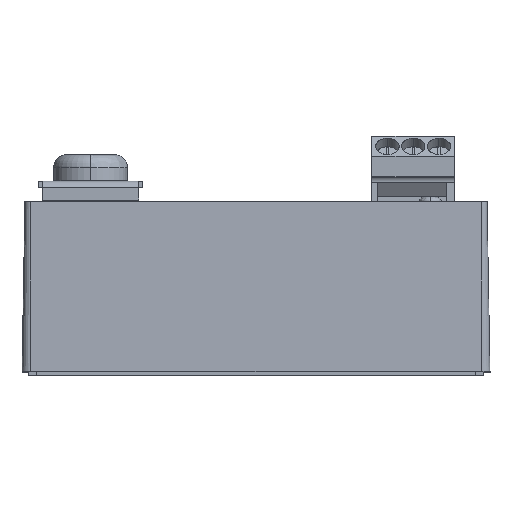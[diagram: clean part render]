
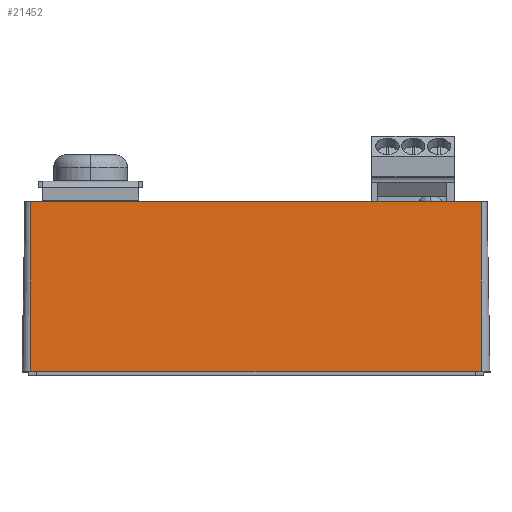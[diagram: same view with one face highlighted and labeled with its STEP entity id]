
A CAD part, top view. The second image highlights one B-rep face of the part: STEP entity #21452.
In plain terms, the highlighted planar face has unit normal (0, 0.018, 1).
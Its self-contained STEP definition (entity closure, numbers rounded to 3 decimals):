
#3970 = VECTOR ( 'NONE', #19299, 1000. ) ;
#3971 = VECTOR ( 'NONE', #19288, 1000. ) ;
#3972 = VECTOR ( 'NONE', #19282, 1000. ) ;
#3974 = VECTOR ( 'NONE', #19276, 1000. ) ;
#4801 = ORIENTED_EDGE ( 'NONE', *, *, #21754, .T. ) ;
#4802 = ORIENTED_EDGE ( 'NONE', *, *, #21751, .T. ) ;
#4803 = ORIENTED_EDGE ( 'NONE', *, *, #21753, .T. ) ;
#4804 = ORIENTED_EDGE ( 'NONE', *, *, #21752, .T. ) ;
#9354 = LINE ( 'NONE', #19272, #3974 ) ;
#9355 = LINE ( 'NONE', #19279, #3972 ) ;
#9357 = LINE ( 'NONE', #19287, #3971 ) ;
#9358 = LINE ( 'NONE', #19294, #3970 ) ;
#11106 = CARTESIAN_POINT ( 'NONE',  ( 14.88, 4.72, 31.01 ) ) ;
#11113 = CARTESIAN_POINT ( 'NONE',  ( 14.88, -16.616, 31.383 ) ) ;
#11118 = CARTESIAN_POINT ( 'NONE',  ( -41.635, -16.616, 31.383 ) ) ;
#11123 = CARTESIAN_POINT ( 'NONE',  ( -41.635, 4.72, 31.01 ) ) ;
#13380 = EDGE_LOOP ( 'NONE', ( #4804, #4802, #4803, #4801 ) ) ;
#15830 = PLANE ( 'NONE',  #18658 ) ;
#15831 = CARTESIAN_POINT ( 'NONE',  ( -41.635, 4.72, 31.01 ) ) ;
#15832 = DIRECTION ( 'NONE',  ( 0., 0.017, 1. ) ) ;
#15833 = DIRECTION ( 'NONE',  ( 0., -1., 0.017 ) ) ;
#17000 = FACE_OUTER_BOUND ( 'NONE', #13380, .T. ) ;
#18658 = AXIS2_PLACEMENT_3D ( 'NONE', #15831, #15832, #15833 ) ;
#19272 = CARTESIAN_POINT ( 'NONE',  ( -13.378, -16.616, 31.383 ) ) ;
#19276 = DIRECTION ( 'NONE',  ( 1., 0., 0. ) ) ;
#19279 = CARTESIAN_POINT ( 'NONE',  ( -41.635, -5.948, 31.197 ) ) ;
#19282 = DIRECTION ( 'NONE',  ( 0., -1., 0.017 ) ) ;
#19287 = CARTESIAN_POINT ( 'NONE',  ( 14.88, -5.948, 31.197 ) ) ;
#19288 = DIRECTION ( 'NONE',  ( 0., 1., -0.017 ) ) ;
#19294 = CARTESIAN_POINT ( 'NONE',  ( -13.378, 4.72, 31.01 ) ) ;
#19299 = DIRECTION ( 'NONE',  ( -1., 0., 0. ) ) ;
#21452 = ADVANCED_FACE ( 'NONE', ( #17000 ), #15830, .T. ) ;
#21751 = EDGE_CURVE ( 'NONE', #23956, #23960, #9354, .T. ) ;
#21752 = EDGE_CURVE ( 'NONE', #23951, #23956, #9355, .T. ) ;
#21753 = EDGE_CURVE ( 'NONE', #23960, #23965, #9357, .T. ) ;
#21754 = EDGE_CURVE ( 'NONE', #23965, #23951, #9358, .T. ) ;
#23951 = VERTEX_POINT ( 'NONE', #11123 ) ;
#23956 = VERTEX_POINT ( 'NONE', #11118 ) ;
#23960 = VERTEX_POINT ( 'NONE', #11113 ) ;
#23965 = VERTEX_POINT ( 'NONE', #11106 ) ;
